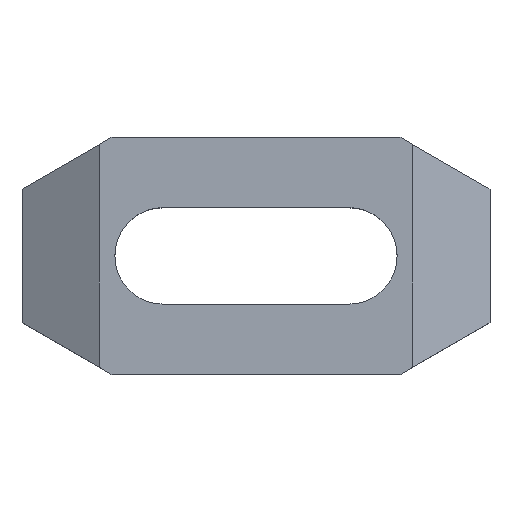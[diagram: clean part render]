
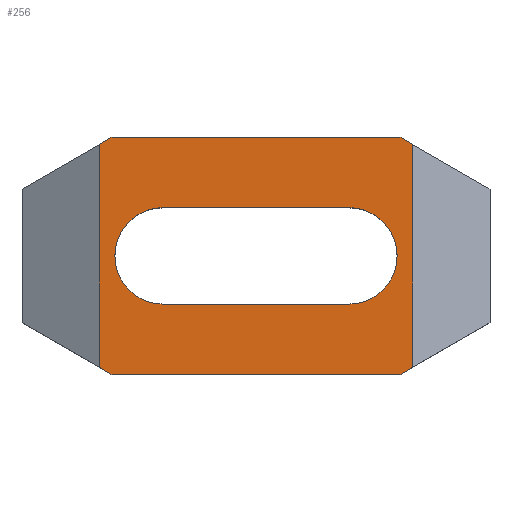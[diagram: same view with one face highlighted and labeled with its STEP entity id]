
A CAD part, top view. The second image highlights one B-rep face of the part: STEP entity #256.
In plain terms, the highlighted planar face has unit normal (0, 0, 1).
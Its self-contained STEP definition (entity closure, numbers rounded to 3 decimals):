
#5 = CIRCLE ( 'NONE', #361, 6.5 ) ;
#7 = CARTESIAN_POINT ( 'NONE',  ( -31.5, 9., 16. ) ) ;
#12 = CARTESIAN_POINT ( 'NONE',  ( -21.108, -15., 16. ) ) ;
#13 = VERTEX_POINT ( 'NONE', #338 ) ;
#15 = LINE ( 'NONE', #201, #564 ) ;
#21 = EDGE_CURVE ( 'NONE', #599, #13, #46, .T. ) ;
#22 = CARTESIAN_POINT ( 'NONE',  ( -12.5, 6.5, 16. ) ) ;
#27 = AXIS2_PLACEMENT_3D ( 'NONE', #465, #502, #98 ) ;
#29 = EDGE_CURVE ( 'NONE', #415, #484, #194, .T. ) ;
#39 = VERTEX_POINT ( 'NONE', #386 ) ;
#46 = LINE ( 'NONE', #7, #144 ) ;
#49 = CIRCLE ( 'NONE', #383, 6.5 ) ;
#57 = ORIENTED_EDGE ( 'NONE', *, *, #83, .F. ) ;
#64 = CARTESIAN_POINT ( 'NONE',  ( 12.5, -6.5, 16. ) ) ;
#73 = DIRECTION ( 'NONE',  ( 1., 0., 0. ) ) ;
#83 = EDGE_CURVE ( 'NONE', #277, #367, #5, .T. ) ;
#89 = CARTESIAN_POINT ( 'NONE',  ( 19.376, -16., 16. ) ) ;
#97 = EDGE_CURVE ( 'NONE', #535, #39, #49, .T. ) ;
#98 = DIRECTION ( 'NONE',  ( -1., 0., 0. ) ) ;
#101 = EDGE_LOOP ( 'NONE', ( #597, #440, #57, #577, #494 ) ) ;
#110 = DIRECTION ( 'NONE',  ( 1., 0., 0. ) ) ;
#112 = DIRECTION ( 'NONE',  ( -0.866, 0.5, 0. ) ) ;
#116 = LINE ( 'NONE', #303, #336 ) ;
#120 = DIRECTION ( 'NONE',  ( 0., 0., 1. ) ) ;
#132 = CARTESIAN_POINT ( 'NONE',  ( -19., 0., 16. ) ) ;
#136 = EDGE_LOOP ( 'NONE', ( #428, #547, #601, #406, #170, #411, #150, #594 ) ) ;
#137 = VECTOR ( 'NONE', #568, 1000. ) ;
#139 = EDGE_CURVE ( 'NONE', #13, #236, #259, .T. ) ;
#142 = EDGE_CURVE ( 'NONE', #198, #277, #491, .T. ) ;
#144 = VECTOR ( 'NONE', #334, 1000. ) ;
#150 = ORIENTED_EDGE ( 'NONE', *, *, #139, .F. ) ;
#154 = LINE ( 'NONE', #302, #593 ) ;
#161 = DIRECTION ( 'NONE',  ( 0., 0., 1. ) ) ;
#170 = ORIENTED_EDGE ( 'NONE', *, *, #448, .T. ) ;
#194 = LINE ( 'NONE', #292, #219 ) ;
#195 = EDGE_CURVE ( 'NONE', #362, #599, #116, .T. ) ;
#198 = VERTEX_POINT ( 'NONE', #22 ) ;
#201 = CARTESIAN_POINT ( 'NONE',  ( 21.108, -27.187, 16. ) ) ;
#219 = VECTOR ( 'NONE', #567, 1000. ) ;
#230 = VERTEX_POINT ( 'NONE', #462 ) ;
#234 = AXIS2_PLACEMENT_3D ( 'NONE', #576, #300, #430 ) ;
#236 = VERTEX_POINT ( 'NONE', #498 ) ;
#253 = VERTEX_POINT ( 'NONE', #373 ) ;
#254 = CARTESIAN_POINT ( 'NONE',  ( 21.108, -15., 16. ) ) ;
#256 = ADVANCED_FACE ( 'NONE', ( #272, #287 ), #508, .F. ) ;
#259 = LINE ( 'NONE', #488, #399 ) ;
#261 = LINE ( 'NONE', #438, #306 ) ;
#272 = FACE_BOUND ( 'NONE', #101, .T. ) ;
#277 = VERTEX_POINT ( 'NONE', #132 ) ;
#286 = EDGE_CURVE ( 'NONE', #484, #230, #326, .T. ) ;
#287 = FACE_OUTER_BOUND ( 'NONE', #136, .T. ) ;
#292 = CARTESIAN_POINT ( 'NONE',  ( 31.5, -9., 16. ) ) ;
#299 = LINE ( 'NONE', #64, #137 ) ;
#300 = DIRECTION ( 'NONE',  ( 0., 0., 1. ) ) ;
#302 = CARTESIAN_POINT ( 'NONE',  ( -19.376, -16., 16. ) ) ;
#303 = CARTESIAN_POINT ( 'NONE',  ( -21.108, -27.187, 16. ) ) ;
#306 = VECTOR ( 'NONE', #582, 1000. ) ;
#311 = CARTESIAN_POINT ( 'NONE',  ( 19.376, -16., 16. ) ) ;
#326 = LINE ( 'NONE', #89, #432 ) ;
#334 = DIRECTION ( 'NONE',  ( 0.866, 0.5, 0. ) ) ;
#336 = VECTOR ( 'NONE', #479, 1000. ) ;
#338 = CARTESIAN_POINT ( 'NONE',  ( -19.376, 16., 16. ) ) ;
#341 = EDGE_CURVE ( 'NONE', #230, #362, #154, .T. ) ;
#352 = LINE ( 'NONE', #357, #511 ) ;
#353 = DIRECTION ( 'NONE',  ( 1., 0., 0. ) ) ;
#357 = CARTESIAN_POINT ( 'NONE',  ( 19.376, 16., 16. ) ) ;
#358 = EDGE_CURVE ( 'NONE', #535, #367, #299, .T. ) ;
#361 = AXIS2_PLACEMENT_3D ( 'NONE', #395, #161, #73 ) ;
#362 = VERTEX_POINT ( 'NONE', #12 ) ;
#367 = VERTEX_POINT ( 'NONE', #471 ) ;
#373 = CARTESIAN_POINT ( 'NONE',  ( 21.108, 15., 16. ) ) ;
#383 = AXIS2_PLACEMENT_3D ( 'NONE', #537, #120, #110 ) ;
#386 = CARTESIAN_POINT ( 'NONE',  ( 12.5, 6.5, 16. ) ) ;
#395 = CARTESIAN_POINT ( 'NONE',  ( -12.5, 0., 16. ) ) ;
#399 = VECTOR ( 'NONE', #353, 1000. ) ;
#404 = DIRECTION ( 'NONE',  ( 0.866, -0.5, 0. ) ) ;
#406 = ORIENTED_EDGE ( 'NONE', *, *, #29, .F. ) ;
#411 = ORIENTED_EDGE ( 'NONE', *, *, #456, .F. ) ;
#415 = VERTEX_POINT ( 'NONE', #254 ) ;
#428 = ORIENTED_EDGE ( 'NONE', *, *, #195, .F. ) ;
#430 = DIRECTION ( 'NONE',  ( 1., 0., 0. ) ) ;
#432 = VECTOR ( 'NONE', #603, 1000. ) ;
#435 = CARTESIAN_POINT ( 'NONE',  ( 12.5, -6.5, 16. ) ) ;
#438 = CARTESIAN_POINT ( 'NONE',  ( 12.5, 6.5, 16. ) ) ;
#440 = ORIENTED_EDGE ( 'NONE', *, *, #358, .T. ) ;
#448 = EDGE_CURVE ( 'NONE', #415, #253, #15, .T. ) ;
#456 = EDGE_CURVE ( 'NONE', #236, #253, #352, .T. ) ;
#462 = CARTESIAN_POINT ( 'NONE',  ( -19.376, -16., 16. ) ) ;
#465 = CARTESIAN_POINT ( 'NONE',  ( 0., -27.187, 16. ) ) ;
#471 = CARTESIAN_POINT ( 'NONE',  ( -12.5, -6.5, 16. ) ) ;
#479 = DIRECTION ( 'NONE',  ( 0., 1., 0. ) ) ;
#484 = VERTEX_POINT ( 'NONE', #311 ) ;
#488 = CARTESIAN_POINT ( 'NONE',  ( -19.376, 16., 16. ) ) ;
#491 = CIRCLE ( 'NONE', #234, 6.5 ) ;
#492 = CARTESIAN_POINT ( 'NONE',  ( -21.108, 15., 16. ) ) ;
#494 = ORIENTED_EDGE ( 'NONE', *, *, #531, .F. ) ;
#498 = CARTESIAN_POINT ( 'NONE',  ( 19.376, 16., 16. ) ) ;
#502 = DIRECTION ( 'NONE',  ( 0., 0., -1. ) ) ;
#508 = PLANE ( 'NONE',  #27 ) ;
#511 = VECTOR ( 'NONE', #404, 1000. ) ;
#531 = EDGE_CURVE ( 'NONE', #39, #198, #261, .T. ) ;
#535 = VERTEX_POINT ( 'NONE', #435 ) ;
#537 = CARTESIAN_POINT ( 'NONE',  ( 12.5, 0., 16. ) ) ;
#547 = ORIENTED_EDGE ( 'NONE', *, *, #341, .F. ) ;
#564 = VECTOR ( 'NONE', #571, 1000. ) ;
#567 = DIRECTION ( 'NONE',  ( -0.866, -0.5, 0. ) ) ;
#568 = DIRECTION ( 'NONE',  ( -1., 0., 0. ) ) ;
#571 = DIRECTION ( 'NONE',  ( 0., 1., 0. ) ) ;
#576 = CARTESIAN_POINT ( 'NONE',  ( -12.5, 0., 16. ) ) ;
#577 = ORIENTED_EDGE ( 'NONE', *, *, #142, .F. ) ;
#582 = DIRECTION ( 'NONE',  ( -1., 0., 0. ) ) ;
#593 = VECTOR ( 'NONE', #112, 1000. ) ;
#594 = ORIENTED_EDGE ( 'NONE', *, *, #21, .F. ) ;
#597 = ORIENTED_EDGE ( 'NONE', *, *, #97, .F. ) ;
#599 = VERTEX_POINT ( 'NONE', #492 ) ;
#601 = ORIENTED_EDGE ( 'NONE', *, *, #286, .F. ) ;
#603 = DIRECTION ( 'NONE',  ( -1., 0., 0. ) ) ;
